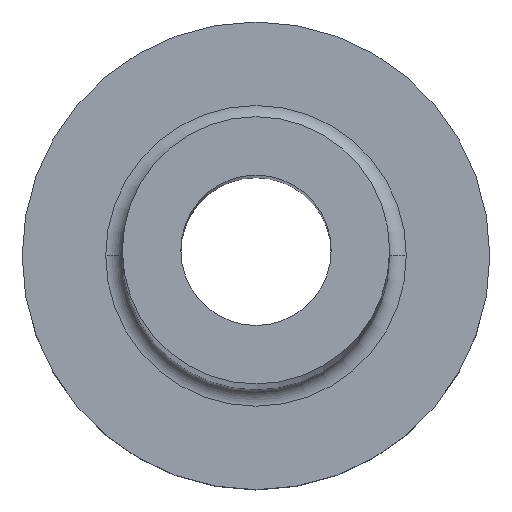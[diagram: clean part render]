
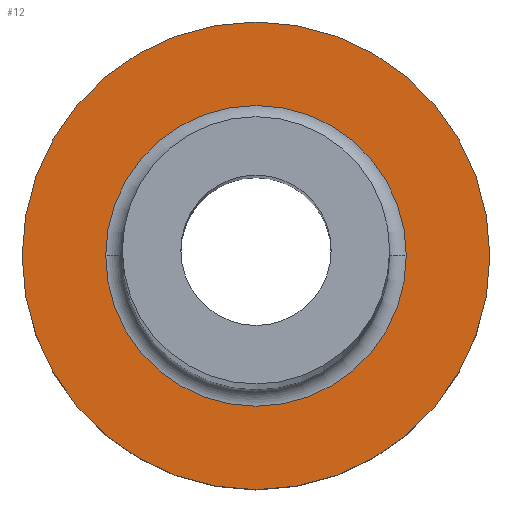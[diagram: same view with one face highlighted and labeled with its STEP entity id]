
A CAD part, top view. The second image highlights one B-rep face of the part: STEP entity #12.
In plain terms, the highlighted planar face has unit normal (0, 0, 1).
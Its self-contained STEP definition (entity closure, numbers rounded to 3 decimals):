
#3 = FACE_BOUND ( 'NONE', #61, .T. ) ;
#12 = ADVANCED_FACE ( 'NONE', ( #3, #170 ), #451, .T. ) ;
#16 = ORIENTED_EDGE ( 'NONE', *, *, #230, .T. ) ;
#17 = CARTESIAN_POINT ( 'NONE',  ( 4.5, 0., 5. ) ) ;
#18 = CARTESIAN_POINT ( 'NONE',  ( 0., 0., 5. ) ) ;
#32 = CARTESIAN_POINT ( 'NONE',  ( 0., 0., 5. ) ) ;
#38 = CIRCLE ( 'NONE', #278, 7. ) ;
#54 = VERTEX_POINT ( 'NONE', #17 ) ;
#61 = EDGE_LOOP ( 'NONE', ( #304, #246 ) ) ;
#62 = CIRCLE ( 'NONE', #86, 4.5 ) ;
#64 = DIRECTION ( 'NONE',  ( 0., 0., 1. ) ) ;
#73 = DIRECTION ( 'NONE',  ( 0., 0., -1. ) ) ;
#86 = AXIS2_PLACEMENT_3D ( 'NONE', #32, #73, #387 ) ;
#102 = CARTESIAN_POINT ( 'NONE',  ( -7., 0., 5. ) ) ;
#126 = CARTESIAN_POINT ( 'NONE',  ( 0., 0., 5. ) ) ;
#140 = CARTESIAN_POINT ( 'NONE',  ( 0., 0., 5. ) ) ;
#143 = EDGE_CURVE ( 'NONE', #167, #54, #207, .T. ) ;
#158 = DIRECTION ( 'NONE',  ( 1., 0., 0. ) ) ;
#164 = DIRECTION ( 'NONE',  ( 1., 0., 0. ) ) ;
#167 = VERTEX_POINT ( 'NONE', #291 ) ;
#170 = FACE_OUTER_BOUND ( 'NONE', #277, .T. ) ;
#177 = CARTESIAN_POINT ( 'NONE',  ( 0., 0., 5. ) ) ;
#199 = EDGE_CURVE ( 'NONE', #436, #237, #294, .T. ) ;
#207 = CIRCLE ( 'NONE', #460, 4.5 ) ;
#216 = DIRECTION ( 'NONE',  ( 1., 0., 0. ) ) ;
#230 = EDGE_CURVE ( 'NONE', #237, #436, #38, .T. ) ;
#237 = VERTEX_POINT ( 'NONE', #102 ) ;
#246 = ORIENTED_EDGE ( 'NONE', *, *, #143, .T. ) ;
#252 = DIRECTION ( 'NONE',  ( 0., 0., 1. ) ) ;
#276 = ORIENTED_EDGE ( 'NONE', *, *, #199, .T. ) ;
#277 = EDGE_LOOP ( 'NONE', ( #16, #276 ) ) ;
#278 = AXIS2_PLACEMENT_3D ( 'NONE', #126, #64, #164 ) ;
#285 = DIRECTION ( 'NONE',  ( 1., 0., 0. ) ) ;
#291 = CARTESIAN_POINT ( 'NONE',  ( -4.5, 0., 5. ) ) ;
#294 = CIRCLE ( 'NONE', #450, 7. ) ;
#304 = ORIENTED_EDGE ( 'NONE', *, *, #344, .T. ) ;
#320 = DIRECTION ( 'NONE',  ( 0., 0., -1. ) ) ;
#324 = CARTESIAN_POINT ( 'NONE',  ( 7., 0., 5. ) ) ;
#344 = EDGE_CURVE ( 'NONE', #54, #167, #62, .T. ) ;
#387 = DIRECTION ( 'NONE',  ( 1., 0., 0. ) ) ;
#409 = AXIS2_PLACEMENT_3D ( 'NONE', #140, #413, #216 ) ;
#413 = DIRECTION ( 'NONE',  ( 0., 0., 1. ) ) ;
#436 = VERTEX_POINT ( 'NONE', #324 ) ;
#450 = AXIS2_PLACEMENT_3D ( 'NONE', #18, #252, #158 ) ;
#451 = PLANE ( 'NONE',  #409 ) ;
#460 = AXIS2_PLACEMENT_3D ( 'NONE', #177, #320, #285 ) ;
